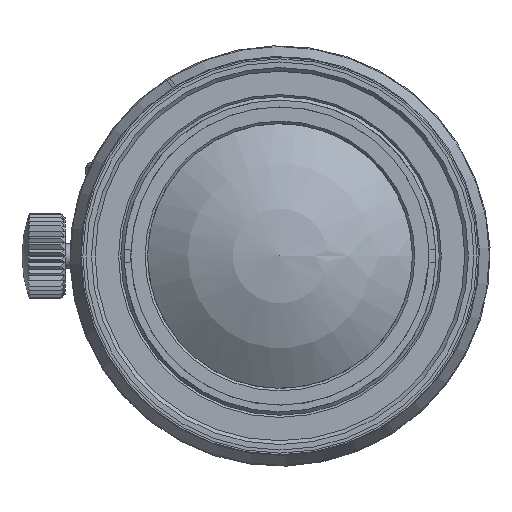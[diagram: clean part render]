
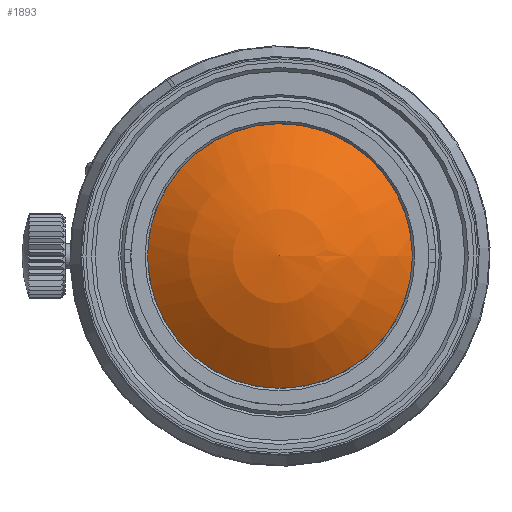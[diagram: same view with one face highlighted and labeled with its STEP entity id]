
A CAD part, left-side view. The second image highlights one B-rep face of the part: STEP entity #1893.
In plain terms, the highlighted spherical face has radius 17.163 mm.
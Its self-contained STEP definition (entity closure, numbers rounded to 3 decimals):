
#112=SPHERICAL_SURFACE('',#11019,17.163);
#1893=ADVANCED_FACE('',(#2352),#112,.T.);
#2352=FACE_OUTER_BOUND('',#2973,.T.);
#2973=EDGE_LOOP('',(#5665));
#3434=B_SPLINE_CURVE_WITH_KNOTS('',3,(#15547,#15548,#15549,#15550,#15551,
#15552,#15553,#15554,#15555,#15556,#15557,#15558,#15559,#15560,#15561,#15562,
#15563,#15564),.UNSPECIFIED.,.T.,.F.,(2,2,2,2,2,2,2,2,2,2,2),(-0.125,0.,
0.125,0.25,0.375,0.5,0.625,0.75,0.875,1.,1.125),.UNSPECIFIED.);
#5665=ORIENTED_EDGE('',*,*,#9092,.F.);
#7593=VERTEX_POINT('',#15565);
#9092=EDGE_CURVE('',#7593,#7593,#3434,.T.);
#11019=AXIS2_PLACEMENT_3D('',#16031,#12770,#12771);
#12770=DIRECTION('',(1.,0.,0.));
#12771=DIRECTION('',(0.,-1.,0.));
#15547=CARTESIAN_POINT('',(-59.835,-10.748,2.82));
#15548=CARTESIAN_POINT('',(-59.835,-10.752,-2.808));
#15549=CARTESIAN_POINT('',(-59.835,-9.595,-5.606));
#15550=CARTESIAN_POINT('',(-59.835,-5.617,-9.588));
#15551=CARTESIAN_POINT('',(-59.835,-2.82,-10.748));
#15552=CARTESIAN_POINT('',(-59.835,2.808,-10.752));
#15553=CARTESIAN_POINT('',(-59.835,5.606,-9.595));
#15554=CARTESIAN_POINT('',(-59.835,9.588,-5.617));
#15555=CARTESIAN_POINT('',(-59.835,10.748,-2.82));
#15556=CARTESIAN_POINT('',(-59.835,10.752,2.808));
#15557=CARTESIAN_POINT('',(-59.835,9.595,5.606));
#15558=CARTESIAN_POINT('',(-59.835,5.617,9.588));
#15559=CARTESIAN_POINT('',(-59.835,2.82,10.748));
#15560=CARTESIAN_POINT('',(-59.835,-2.808,10.752));
#15561=CARTESIAN_POINT('',(-59.835,-5.606,9.595));
#15562=CARTESIAN_POINT('',(-59.835,-9.588,5.617));
#15563=CARTESIAN_POINT('',(-59.835,-10.748,2.82));
#15564=CARTESIAN_POINT('',(-59.835,-10.752,-2.808));
#15565=CARTESIAN_POINT('',(-59.835,-10.75,0.006));
#16031=CARTESIAN_POINT('',(-46.456,0.,0.));
